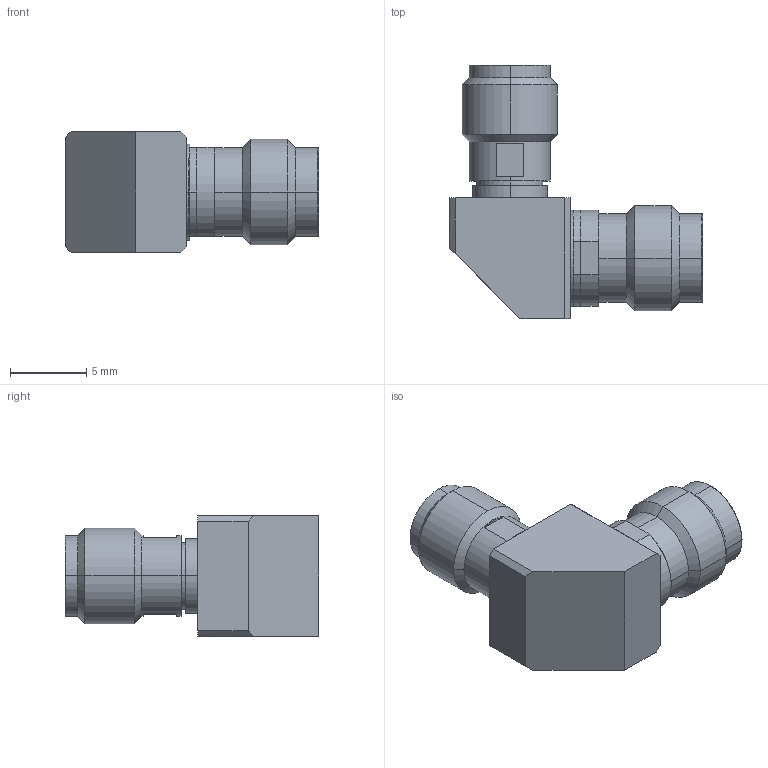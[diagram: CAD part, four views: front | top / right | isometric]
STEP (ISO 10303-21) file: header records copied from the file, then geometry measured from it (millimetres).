
FILE_DESCRIPTION (( 'STEP AP214' ), '1' );
FILE_NAME ('FMAD1557_3D.STEP', '2022-08-04T20:33:45', ( '' ), ( '' ), 'SwSTEP 2.0', 'SolidWorks 2021', '' );
FILE_SCHEMA (( 'AUTOMOTIVE_DESIGN' ));
Length unit declared in the file: millimetre
Products named in the file (4): Copy of ALS-K8PC8-12-1^FMAD1557; Copy of ALS-K3K8-3-TOP^FMAD1557; Copy of ALS-K8-248-1^FMAD1557; FMAD1557_3D
Assembly tree (3 placements, depth 2):
  FMAD1557_3D
    Copy of ALS-K3K8-3-TOP^FMAD1557
    Copy of ALS-K8PC8-12-1^FMAD1557
    Copy of ALS-K8-248-1^FMAD1557
Bounding box: 16.6 x 16.6 x 7.92 mm (x, y, z)
Volume: 870.9 mm3; surface area: 920.3 mm2
Topology: 3 solids, 3 shells, 105 faces, 239 edges, 149 vertices
Faces by surface type: cylinder 47, plane 31, cone 25, bspline 2
Entity records: 3150 total; most frequent: DIRECTION 566, CARTESIAN_POINT 565, ORIENTED_EDGE 478, EDGE_CURVE 239, AXIS2_PLACEMENT_3D 230, VERTEX_POINT 149, CIRCLE 121, EDGE_LOOP 114
